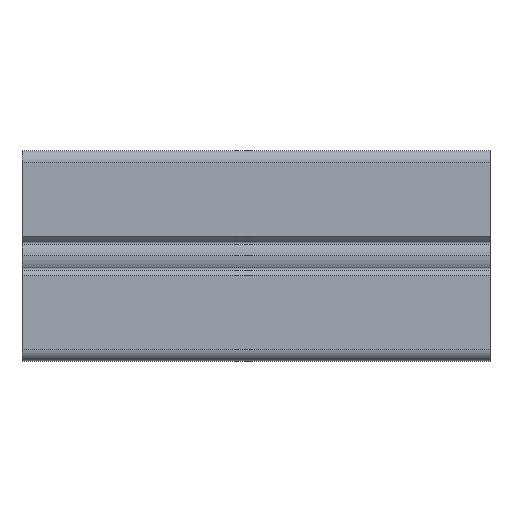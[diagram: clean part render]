
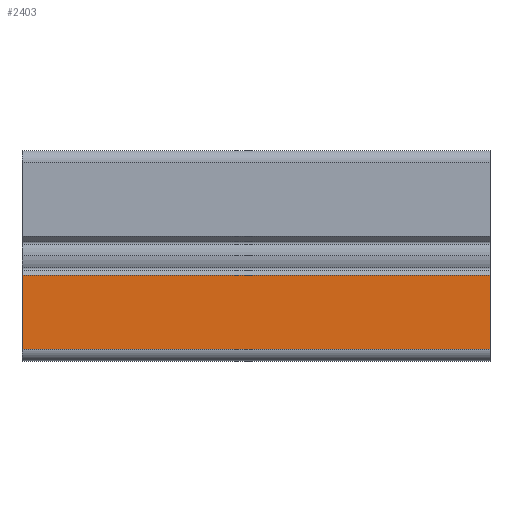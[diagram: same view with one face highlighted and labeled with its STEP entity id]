
A CAD part, top view. The second image highlights one B-rep face of the part: STEP entity #2403.
In plain terms, the highlighted planar face has unit normal (0, 0, 1).
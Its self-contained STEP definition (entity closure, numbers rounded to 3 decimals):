
#786 = FACE_OUTER_BOUND ( 'NONE', #3815, .T. ) ;
#830 = EDGE_CURVE ( 'NONE', #3931, #2162, #1291, .T. ) ;
#873 = CARTESIAN_POINT ( 'NONE',  ( -40.816, 34.898, 22.5 ) ) ;
#924 = CARTESIAN_POINT ( 'NONE',  ( 59.184, 34.898, 22.5 ) ) ;
#945 = DIRECTION ( 'NONE',  ( 0., 1., 0. ) ) ;
#1026 = DIRECTION ( 'NONE',  ( 0., -1., 0. ) ) ;
#1291 = LINE ( 'NONE', #2414, #2892 ) ;
#1299 = DIRECTION ( 'NONE',  ( -1., 0., 0. ) ) ;
#1315 = EDGE_CURVE ( 'NONE', #1563, #3138, #1743, .T. ) ;
#1413 = CARTESIAN_POINT ( 'NONE',  ( -40.816, 50.748, 22.5 ) ) ;
#1458 = CARTESIAN_POINT ( 'NONE',  ( 59.184, 34.898, 22.5 ) ) ;
#1507 = LINE ( 'NONE', #2109, #2941 ) ;
#1563 = VERTEX_POINT ( 'NONE', #924 ) ;
#1743 = LINE ( 'NONE', #1458, #1931 ) ;
#1779 = CARTESIAN_POINT ( 'NONE',  ( 59.184, 50.748, 22.5 ) ) ;
#1931 = VECTOR ( 'NONE', #4405, 1000. ) ;
#2069 = ORIENTED_EDGE ( 'NONE', *, *, #830, .T. ) ;
#2087 = DIRECTION ( 'NONE',  ( 0., 0., -1. ) ) ;
#2109 = CARTESIAN_POINT ( 'NONE',  ( -40.816, 34.898, 22.5 ) ) ;
#2162 = VERTEX_POINT ( 'NONE', #1413 ) ;
#2403 = ADVANCED_FACE ( 'NONE', ( #786 ), #4647, .F. ) ;
#2414 = CARTESIAN_POINT ( 'NONE',  ( 59.184, 50.748, 22.5 ) ) ;
#2431 = DIRECTION ( 'NONE',  ( 0., -1., 0. ) ) ;
#2450 = EDGE_CURVE ( 'NONE', #3931, #1563, #4559, .T. ) ;
#2584 = ORIENTED_EDGE ( 'NONE', *, *, #2450, .F. ) ;
#2602 = VECTOR ( 'NONE', #1026, 1000. ) ;
#2854 = AXIS2_PLACEMENT_3D ( 'NONE', #4266, #2087, #945 ) ;
#2892 = VECTOR ( 'NONE', #1299, 1000. ) ;
#2941 = VECTOR ( 'NONE', #2431, 1000. ) ;
#3138 = VERTEX_POINT ( 'NONE', #873 ) ;
#3364 = ORIENTED_EDGE ( 'NONE', *, *, #3371, .T. ) ;
#3371 = EDGE_CURVE ( 'NONE', #2162, #3138, #1507, .T. ) ;
#3815 = EDGE_LOOP ( 'NONE', ( #3364, #4121, #2584, #2069 ) ) ;
#3931 = VERTEX_POINT ( 'NONE', #1779 ) ;
#4121 = ORIENTED_EDGE ( 'NONE', *, *, #1315, .F. ) ;
#4266 = CARTESIAN_POINT ( 'NONE',  ( 59.184, 34.898, 22.5 ) ) ;
#4339 = CARTESIAN_POINT ( 'NONE',  ( 59.184, 34.898, 22.5 ) ) ;
#4405 = DIRECTION ( 'NONE',  ( -1., 0., 0. ) ) ;
#4559 = LINE ( 'NONE', #4339, #2602 ) ;
#4647 = PLANE ( 'NONE',  #2854 ) ;
